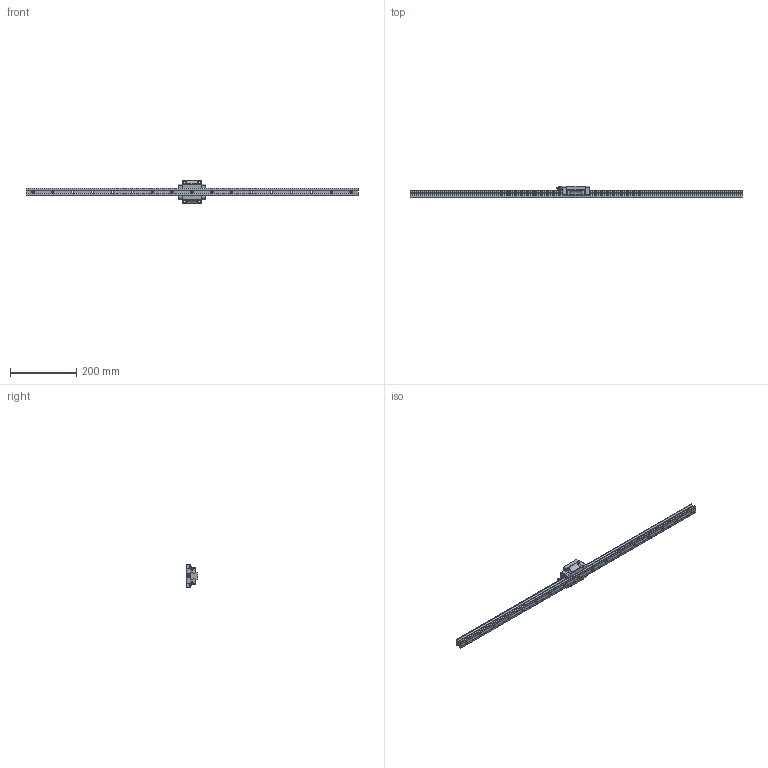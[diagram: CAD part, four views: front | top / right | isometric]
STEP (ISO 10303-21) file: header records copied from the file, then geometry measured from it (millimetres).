
FILE_DESCRIPTION(/* description */ ('GD25WA','CAx-IF Rec.Pracs.---Representation and Presentation of Product Manufacturing Information (PMI)---4.0---2014-10-13'),/* implementation_level */ '2;1');
FILE_NAME(/* name */ 'GD25WA.stp',/* time_stamp */ '2020-05-18T16:21:02+02:00',/* author */ ('marcw'),/* organization */ ('Almotion'),/* preprocessor_version */ 'ST-DEVELOPER v18.1',/* originating_system */ 'Autodesk Inventor 2020',/* authorisation */ ' ');
FILE_SCHEMA (('AP242_MANAGED_MODEL_BASED_3D_ENGINEERING_MIM_LF { 1 0 10303 442 1 1 4 }'));
Length unit declared in the file: millimetre
Products named in the file (3): GD25WA; Rail25; CarriageWA25
Assembly tree (2 placements, depth 2):
  GD25WA
    Rail25
    CarriageWA25
Bounding box: 1002 x 36 x 70 mm (x, y, z)
Volume: 527949.3 mm3; surface area: 126871.8 mm2
Topology: 5 solids, 5 shells, 294 faces, 820 edges, 556 vertices
Faces by surface type: plane 173, cylinder 64, cone 53, torus 4
Full cylindrical faces by diameter (mm): 2 x1, 3.242 x4, 4.134 x2, 5 x1, 6 x1, 6.7 x4, 7 x17, 8 x1, 11 x17
Entity records: 9981 total; most frequent: CARTESIAN_POINT 1820, DIRECTION 1648, ORIENTED_EDGE 1628, EDGE_CURVE 814, AXIS2_PLACEMENT_3D 573, VERTEX_POINT 556, LINE 502, VECTOR 502
